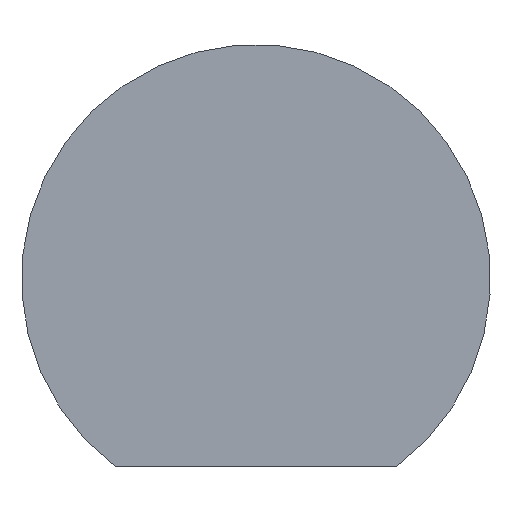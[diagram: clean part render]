
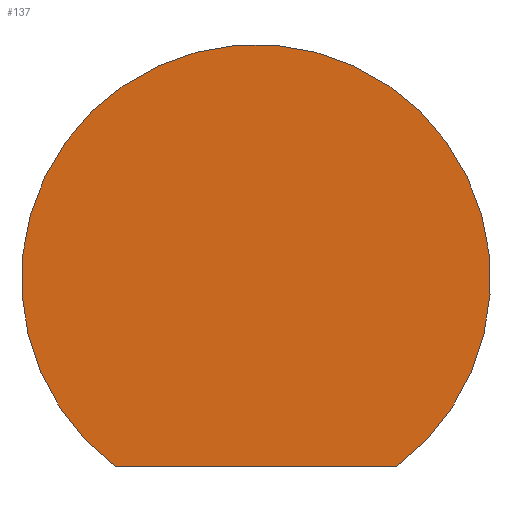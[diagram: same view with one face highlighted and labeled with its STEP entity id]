
A CAD part, front view. The second image highlights one B-rep face of the part: STEP entity #137.
In plain terms, the highlighted planar face has unit normal (0, -1, 0).
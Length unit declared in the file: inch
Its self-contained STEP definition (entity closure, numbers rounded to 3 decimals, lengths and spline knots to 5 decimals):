
#4 = CARTESIAN_POINT ( 'NONE',  ( 0.075, 0., -0.1 ) ) ;
#11 = EDGE_LOOP ( 'NONE', ( #46, #29 ) ) ;
#18 = DIRECTION ( 'NONE',  ( 0., 0., 1. ) ) ;
#23 = PLANE ( 'NONE',  #171 ) ;
#29 = ORIENTED_EDGE ( 'NONE', *, *, #149, .F. ) ;
#30 = CARTESIAN_POINT ( 'NONE',  ( 0., 0., 0. ) ) ;
#33 = VERTEX_POINT ( 'NONE', #4 ) ;
#39 = VERTEX_POINT ( 'NONE', #111 ) ;
#46 = ORIENTED_EDGE ( 'NONE', *, *, #145, .F. ) ;
#74 = DIRECTION ( 'NONE',  ( 0., 1., 0. ) ) ;
#90 = LINE ( 'NONE', #172, #119 ) ;
#94 = CIRCLE ( 'NONE', #173, 0.125 ) ;
#101 = FACE_OUTER_BOUND ( 'NONE', #11, .T. ) ;
#111 = CARTESIAN_POINT ( 'NONE',  ( -0.075, 0., -0.1 ) ) ;
#119 = VECTOR ( 'NONE', #155, 39.37008 ) ;
#137 = ADVANCED_FACE ( 'NONE', ( #101 ), #23, .F. ) ;
#145 = EDGE_CURVE ( 'NONE', #39, #33, #94, .T. ) ;
#149 = EDGE_CURVE ( 'NONE', #33, #39, #90, .T. ) ;
#155 = DIRECTION ( 'NONE',  ( -1., 0., 0. ) ) ;
#156 = DIRECTION ( 'NONE',  ( 0., 0., 1. ) ) ;
#160 = DIRECTION ( 'NONE',  ( 0., 1., 0. ) ) ;
#168 = CARTESIAN_POINT ( 'NONE',  ( 0., 0., 0. ) ) ;
#171 = AXIS2_PLACEMENT_3D ( 'NONE', #30, #74, #18 ) ;
#172 = CARTESIAN_POINT ( 'NONE',  ( -0.075, 0., -0.1 ) ) ;
#173 = AXIS2_PLACEMENT_3D ( 'NONE', #168, #160, #156 ) ;
